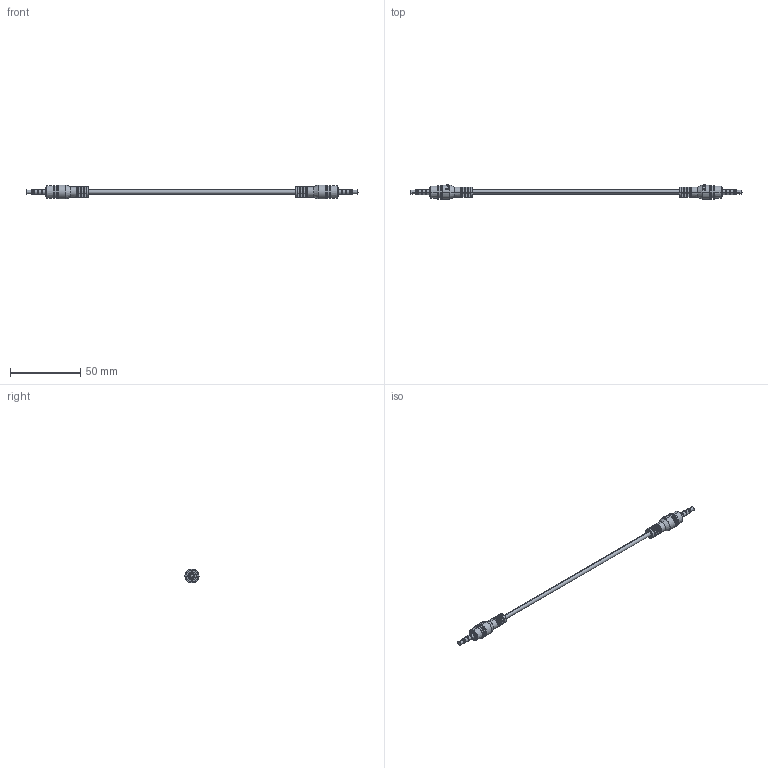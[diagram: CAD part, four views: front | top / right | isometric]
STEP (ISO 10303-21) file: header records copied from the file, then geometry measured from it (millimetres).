
FILE_DESCRIPTION (( 'STEP AP203' ), '1' );
FILE_NAME ('CTL354MM.STEP', '2010-09-07T20:05:21', ( 'x' ), ( 'Microsoft' ), 'SwSTEP 2.0', 'SolidWorks 2010', '' );
FILE_SCHEMA (( 'CONFIG_CONTROL_DESIGN' ));
Length unit declared in the file: inch
Products named in the file (3): 1AA12-014_WITH LOGO; 1AL08-274; CTL354MM
Assembly tree (3 placements, depth 2):
  CTL354MM
    1AA12-014_WITH LOGO  x2
    1AL08-274
Bounding box: 236.43 x 10.03 x 9.91 mm (x, y, z)
Volume: 4477.5 mm3; surface area: 4347.6 mm2
Topology: 3 solids, 3 shells, 378 faces, 862 edges, 558 vertices
Faces by surface type: plane 206, cylinder 74, bspline 54, torus 24, cone 20
Entity records: 7771 total; most frequent: CARTESIAN_POINT 3195, ORIENTED_EDGE 864, DIRECTION 860, EDGE_CURVE 432, AXIS2_PLACEMENT_3D 316, VERTEX_POINT 281, VECTOR 228, LINE 228
